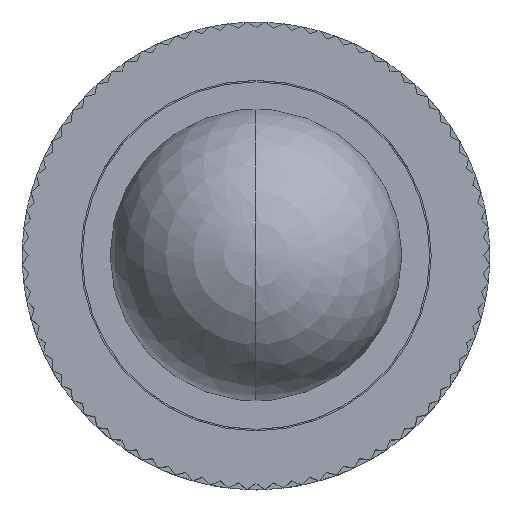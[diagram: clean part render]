
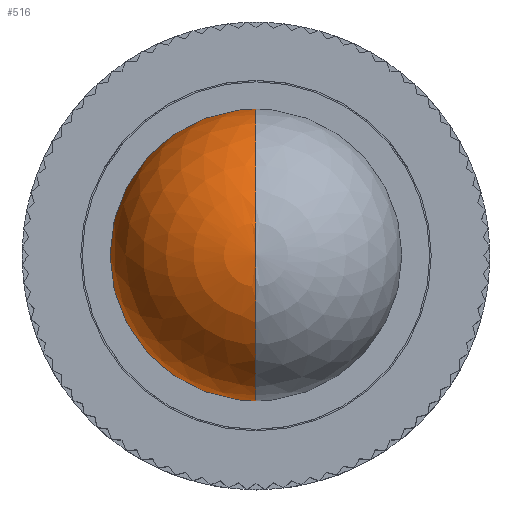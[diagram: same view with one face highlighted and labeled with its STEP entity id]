
A CAD part, top view. The second image highlights one B-rep face of the part: STEP entity #516.
In plain terms, the highlighted spherical face has radius 5 mm.
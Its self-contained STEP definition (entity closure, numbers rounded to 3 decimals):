
#516=ADVANCED_FACE('',(#1306),#1307,.T.);
#1306=FACE_OUTER_BOUND('',#2378,.T.);
#1307=SPHERICAL_SURFACE('',#2379,5.0);
#2378=EDGE_LOOP('',(#3743,#3744,#3745));
#2379=AXIS2_PLACEMENT_3D('',#3746,#3747,#3748);
#3743=ORIENTED_EDGE('',*,*,#6650,.F.);
#3744=ORIENTED_EDGE('',*,*,#6651,.F.);
#3745=ORIENTED_EDGE('',*,*,#6652,.F.);
#3746=CARTESIAN_POINT('',(0.,0.,11.7));
#3747=DIRECTION('',(0.0,0.0,-1.0));
#3748=DIRECTION('',(0.,-1.0,0.0));
#6650=EDGE_CURVE('',#8069,#8070,#8071,.T.);
#6651=EDGE_CURVE('',#8072,#8069,#8073,.T.);
#6652=EDGE_CURVE('',#8070,#8072,#8074,.T.);
#8069=VERTEX_POINT('',#9968);
#8070=VERTEX_POINT('',#9969);
#8071=CIRCLE('',#9970,5.0);
#8072=VERTEX_POINT('',#9971);
#8073=CIRCLE('',#9972,5.0);
#8074=CIRCLE('',#9973,4.898);
#9968=CARTESIAN_POINT('',(0.,0.,16.7));
#9969=CARTESIAN_POINT('',(0.,-4.898,10.693));
#9970=AXIS2_PLACEMENT_3D('',#11923,#11924,#11925);
#9971=CARTESIAN_POINT('',(0.,4.898,10.693));
#9972=AXIS2_PLACEMENT_3D('',#11926,#11927,#11928);
#9973=AXIS2_PLACEMENT_3D('',#11929,#11930,#11931);
#11923=CARTESIAN_POINT('',(0.,0.,11.7));
#11924=DIRECTION('',(1.0,0.,-0.0));
#11925=DIRECTION('',(0.0,0.0,1.0));
#11926=CARTESIAN_POINT('',(0.,0.,11.7));
#11927=DIRECTION('',(1.0,0.,-0.0));
#11928=DIRECTION('',(0.0,0.0,1.0));
#11929=CARTESIAN_POINT('',(0.,0.,10.693));
#11930=DIRECTION('',(0.0,0.0,-1.0));
#11931=DIRECTION('',(0.,1.0,0.0));
